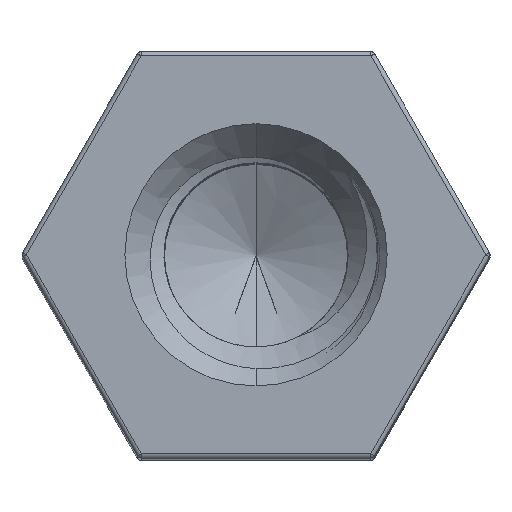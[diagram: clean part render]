
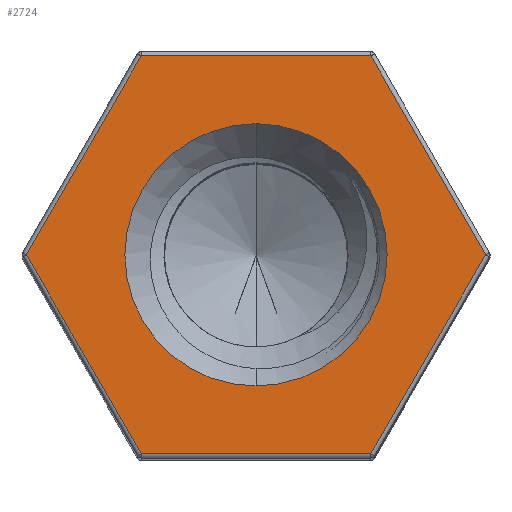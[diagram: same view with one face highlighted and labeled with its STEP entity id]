
A CAD part, top view. The second image highlights one B-rep face of the part: STEP entity #2724.
In plain terms, the highlighted planar face has unit normal (0, 0, 1).
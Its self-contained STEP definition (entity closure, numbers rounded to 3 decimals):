
#2555 = VERTEX_POINT('',#2556);
#2556 = CARTESIAN_POINT('',(1.345,-2.33,19.04));
#2563 = EDGE_CURVE('',#2564,#2555,#2566,.T.);
#2564 = VERTEX_POINT('',#2565);
#2565 = CARTESIAN_POINT('',(-1.345,-2.33,19.04));
#2566 = LINE('',#2567,#2568);
#2567 = CARTESIAN_POINT('',(-1.345,-2.33,19.04));
#2568 = VECTOR('',#2569,1.);
#2569 = DIRECTION('',(1.,0.,0.));
#2704 = VERTEX_POINT('',#2705);
#2705 = CARTESIAN_POINT('',(-2.691,0.,
    19.04));
#2714 = EDGE_CURVE('',#2704,#2564,#2715,.T.);
#2715 = LINE('',#2716,#2717);
#2716 = CARTESIAN_POINT('',(-2.691,0.,
    19.04));
#2717 = VECTOR('',#2718,1.);
#2718 = DIRECTION('',(0.5,-0.866,0.));
#2724 = ADVANCED_FACE('',(#2725,#2759),#2779,.F.);
#2725 = FACE_BOUND('',#2726,.F.);
#2726 = EDGE_LOOP('',(#2727,#2728,#2736,#2744,#2752,#2758));
#2727 = ORIENTED_EDGE('',*,*,#2714,.F.);
#2728 = ORIENTED_EDGE('',*,*,#2729,.F.);
#2729 = EDGE_CURVE('',#2730,#2704,#2732,.T.);
#2730 = VERTEX_POINT('',#2731);
#2731 = CARTESIAN_POINT('',(-1.345,2.33,19.04));
#2732 = LINE('',#2733,#2734);
#2733 = CARTESIAN_POINT('',(-1.345,2.33,19.04));
#2734 = VECTOR('',#2735,1.);
#2735 = DIRECTION('',(-0.5,-0.866,0.));
#2736 = ORIENTED_EDGE('',*,*,#2737,.F.);
#2737 = EDGE_CURVE('',#2738,#2730,#2740,.T.);
#2738 = VERTEX_POINT('',#2739);
#2739 = CARTESIAN_POINT('',(1.345,2.33,19.04));
#2740 = LINE('',#2741,#2742);
#2741 = CARTESIAN_POINT('',(1.345,2.33,19.04));
#2742 = VECTOR('',#2743,1.);
#2743 = DIRECTION('',(-1.,0.,0.));
#2744 = ORIENTED_EDGE('',*,*,#2745,.F.);
#2745 = EDGE_CURVE('',#2746,#2738,#2748,.T.);
#2746 = VERTEX_POINT('',#2747);
#2747 = CARTESIAN_POINT('',(2.691,0.,
    19.04));
#2748 = LINE('',#2749,#2750);
#2749 = CARTESIAN_POINT('',(2.691,0.,
    19.04));
#2750 = VECTOR('',#2751,1.);
#2751 = DIRECTION('',(-0.5,0.866,0.));
#2752 = ORIENTED_EDGE('',*,*,#2753,.F.);
#2753 = EDGE_CURVE('',#2555,#2746,#2754,.T.);
#2754 = LINE('',#2755,#2756);
#2755 = CARTESIAN_POINT('',(1.345,-2.33,19.04));
#2756 = VECTOR('',#2757,1.);
#2757 = DIRECTION('',(0.5,0.866,0.));
#2758 = ORIENTED_EDGE('',*,*,#2563,.F.);
#2759 = FACE_BOUND('',#2760,.F.);
#2760 = EDGE_LOOP('',(#2761,#2772));
#2761 = ORIENTED_EDGE('',*,*,#2762,.F.);
#2762 = EDGE_CURVE('',#2763,#2765,#2767,.T.);
#2763 = VERTEX_POINT('',#2764);
#2764 = CARTESIAN_POINT('',(0.,1.536,19.04)
  );
#2765 = VERTEX_POINT('',#2766);
#2766 = CARTESIAN_POINT('',(0.,-1.536,19.04)
  );
#2767 = CIRCLE('',#2768,1.536);
#2768 = AXIS2_PLACEMENT_3D('',#2769,#2770,#2771);
#2769 = CARTESIAN_POINT('',(0.,0.,
    19.04));
#2770 = DIRECTION('',(0.,0.,-1.));
#2771 = DIRECTION('',(0.,1.,0.));
#2772 = ORIENTED_EDGE('',*,*,#2773,.F.);
#2773 = EDGE_CURVE('',#2765,#2763,#2774,.T.);
#2774 = CIRCLE('',#2775,1.536);
#2775 = AXIS2_PLACEMENT_3D('',#2776,#2777,#2778);
#2776 = CARTESIAN_POINT('',(0.,0.,
    19.04));
#2777 = DIRECTION('',(0.,0.,-1.));
#2778 = DIRECTION('',(0.,-1.,0.));
#2779 = PLANE('',#2780);
#2780 = AXIS2_PLACEMENT_3D('',#2781,#2782,#2783);
#2781 = CARTESIAN_POINT('',(0.,0.,
    19.04));
#2782 = DIRECTION('',(0.,0.,-1.));
#2783 = DIRECTION('',(0.,-1.,0.));
